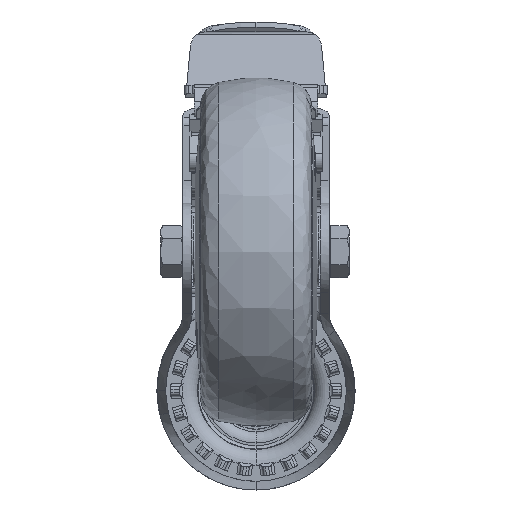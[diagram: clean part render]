
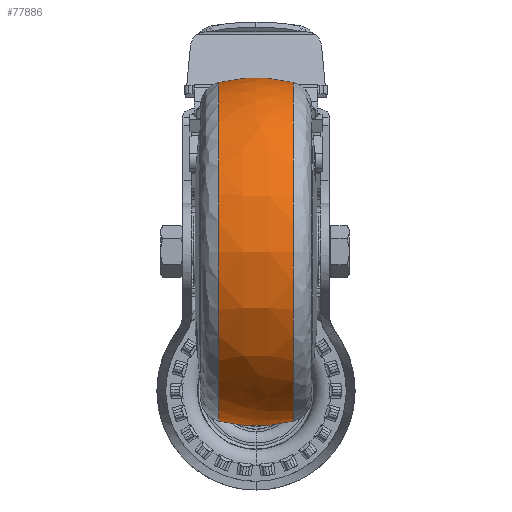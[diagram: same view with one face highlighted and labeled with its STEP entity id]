
A CAD part, front view. The second image highlights one B-rep face of the part: STEP entity #77886.
In plain terms, the highlighted free-form (B-spline) face has degree [3, 3] with [4, 4] control points.
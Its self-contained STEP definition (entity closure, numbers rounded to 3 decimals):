
#3234 = EDGE_LOOP ( 'NONE', ( #3440, #67001, #44650, #60440 ) ) ;
#3293 = VERTEX_POINT ( 'NONE', #42768 ) ;
#3440 = ORIENTED_EDGE ( 'NONE', *, *, #68027, .T. ) ;
#3618 = CARTESIAN_POINT ( 'NONE',  ( 3.621, -100.87, 50.435 ) ) ;
#6024 = VERTEX_POINT ( 'NONE', #27904 ) ;
#8484 =( BOUNDED_SURFACE ( )  B_SPLINE_SURFACE ( 3, 3, ( 
 ( #51050, #17269, #65411, #24183 ),
 ( #72297, #31088, #79304, #38039 ),
 ( #86259, #45009, #3618, #51907 ),
 ( #10591, #58811, #17562, #65711 ) ),
 .UNSPECIFIED., .F., .F., .F. ) 
 B_SPLINE_SURFACE_WITH_KNOTS ( ( 4, 4 ),
 ( 4, 4 ),
 ( 0., 1. ),
 ( 0., 1. ),
 .UNSPECIFIED. ) 
 GEOMETRIC_REPRESENTATION_ITEM ( )  RATIONAL_B_SPLINE_SURFACE ( (
 ( 1., 0.333, 0.333, 1.),
 ( 0.981, 0.327, 0.327, 0.981),
 ( 0.981, 0.327, 0.327, 0.981),
 ( 1., 0.333, 0.333, 1.) ) ) 
 REPRESENTATION_ITEM ( '' )  SURFACE ( )  );
#10591 = CARTESIAN_POINT ( 'NONE',  ( 10.658, 0., -48.72 ) ) ;
#12291 = CIRCLE ( 'NONE', #23165, 48.72 ) ;
#13820 = CARTESIAN_POINT ( 'NONE',  ( 0., 0., 5. ) ) ;
#17269 = CARTESIAN_POINT ( 'NONE',  ( -10.658, -97.439, -48.72 ) ) ;
#17562 = CARTESIAN_POINT ( 'NONE',  ( 10.658, -97.439, 48.72 ) ) ;
#18025 = EDGE_CURVE ( 'NONE', #6024, #53584, #12291, .T. ) ;
#20751 = DIRECTION ( 'NONE',  ( 0., 0., 1. ) ) ;
#23165 = AXIS2_PLACEMENT_3D ( 'NONE', #28571, #76782, #35549 ) ;
#23944 = EDGE_CURVE ( 'NONE', #61315, #6024, #82913, .T. ) ;
#24183 = CARTESIAN_POINT ( 'NONE',  ( -10.658, 0., 48.72 ) ) ;
#24776 = CARTESIAN_POINT ( 'NONE',  ( 0., 0., -5. ) ) ;
#25153 = CARTESIAN_POINT ( 'NONE',  ( -10.658, 0., 0. ) ) ;
#27904 = CARTESIAN_POINT ( 'NONE',  ( 10.658, 0., -48.72 ) ) ;
#28571 = CARTESIAN_POINT ( 'NONE',  ( 10.658, 0., 0. ) ) ;
#31088 = CARTESIAN_POINT ( 'NONE',  ( -3.621, -100.87, -50.435 ) ) ;
#31710 = DIRECTION ( 'NONE',  ( 0., 0., -1. ) ) ;
#32092 = DIRECTION ( 'NONE',  ( 0., 0., 1. ) ) ;
#35549 = DIRECTION ( 'NONE',  ( 0., 0., 1. ) ) ;
#38039 = CARTESIAN_POINT ( 'NONE',  ( -3.621, 0., 50.435 ) ) ;
#40435 = FACE_OUTER_BOUND ( 'NONE', #3234, .T. ) ;
#42768 = CARTESIAN_POINT ( 'NONE',  ( -10.658, 0., 48.72 ) ) ;
#44650 = ORIENTED_EDGE ( 'NONE', *, *, #18025, .T. ) ;
#45009 = CARTESIAN_POINT ( 'NONE',  ( 3.621, -100.87, -50.435 ) ) ;
#45890 = CIRCLE ( 'NONE', #74921, 45. ) ;
#51050 = CARTESIAN_POINT ( 'NONE',  ( -10.658, 0., -48.72 ) ) ;
#51806 = AXIS2_PLACEMENT_3D ( 'NONE', #24776, #72897, #31710 ) ;
#51907 = CARTESIAN_POINT ( 'NONE',  ( 3.621, 0., 50.435 ) ) ;
#53096 = CARTESIAN_POINT ( 'NONE',  ( 10.658, 0., 48.72 ) ) ;
#53584 = VERTEX_POINT ( 'NONE', #53096 ) ;
#54986 = CARTESIAN_POINT ( 'NONE',  ( -10.658, 0., -48.72 ) ) ;
#58664 = EDGE_CURVE ( 'NONE', #3293, #53584, #45890, .T. ) ;
#58811 = CARTESIAN_POINT ( 'NONE',  ( 10.658, -97.439, -48.72 ) ) ;
#60440 = ORIENTED_EDGE ( 'NONE', *, *, #58664, .F. ) ;
#61315 = VERTEX_POINT ( 'NONE', #54986 ) ;
#61976 = DIRECTION ( 'NONE',  ( 0., 1., 0. ) ) ;
#65411 = CARTESIAN_POINT ( 'NONE',  ( -10.658, -97.439, 48.72 ) ) ;
#65711 = CARTESIAN_POINT ( 'NONE',  ( 10.658, 0., 48.72 ) ) ;
#67001 = ORIENTED_EDGE ( 'NONE', *, *, #23944, .T. ) ;
#68027 = EDGE_CURVE ( 'NONE', #3293, #61315, #77962, .T. ) ;
#72297 = CARTESIAN_POINT ( 'NONE',  ( -3.621, 0., -50.435 ) ) ;
#72897 = DIRECTION ( 'NONE',  ( 0., -1., 0. ) ) ;
#73281 = DIRECTION ( 'NONE',  ( 1., 0., 0. ) ) ;
#74921 = AXIS2_PLACEMENT_3D ( 'NONE', #13820, #61976, #20751 ) ;
#76319 = AXIS2_PLACEMENT_3D ( 'NONE', #25153, #73281, #32092 ) ;
#76782 = DIRECTION ( 'NONE',  ( -1., 0., 0. ) ) ;
#77886 = ADVANCED_FACE ( 'NONE', ( #40435 ), #8484, .T. ) ;
#77962 = CIRCLE ( 'NONE', #76319, 48.72 ) ;
#79304 = CARTESIAN_POINT ( 'NONE',  ( -3.621, -100.87, 50.435 ) ) ;
#82913 = CIRCLE ( 'NONE', #51806, 45. ) ;
#86259 = CARTESIAN_POINT ( 'NONE',  ( 3.621, 0., -50.435 ) ) ;
